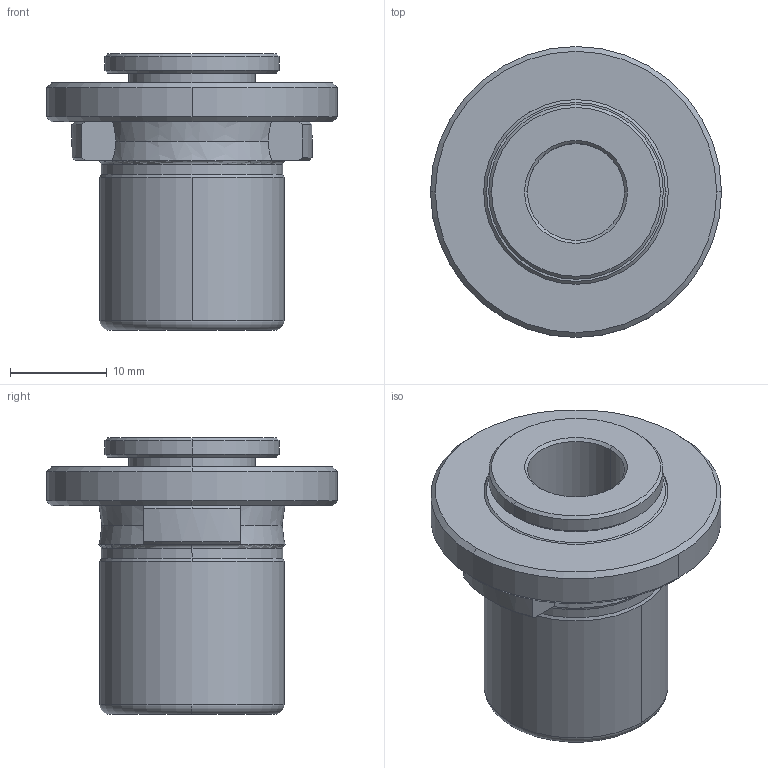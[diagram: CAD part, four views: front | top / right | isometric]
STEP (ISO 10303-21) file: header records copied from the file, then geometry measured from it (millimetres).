
FILE_DESCRIPTION (( 'STEP AP203' ), '1' );
FILE_NAME ('KWE1 DIA 10.00 SQ 8.00.STEP', '2019-04-13T06:09:23', ( '' ), ( '' ), 'SwSTEP 2.0', 'SolidWorks 2014', '' );
FILE_SCHEMA (( 'CONFIG_CONTROL_DESIGN' ));
Length unit declared in the file: millimetre
Products named in the file (1): KWE1 DIA 10.00 SQ 8.00
Bounding box: 30 x 30 x 28.5 mm (x, y, z)
Volume: 8557.1 mm3; surface area: 3917.6 mm2
Topology: 1 solids, 1 shells, 57 faces, 138 edges, 88 vertices
Faces by surface type: cone 20, cylinder 16, plane 13, torus 4, bspline 4
Entity records: 1829 total; most frequent: CARTESIAN_POINT 416, DIRECTION 294, ORIENTED_EDGE 276, EDGE_CURVE 138, AXIS2_PLACEMENT_3D 126, VERTEX_POINT 88, CIRCLE 72, EDGE_LOOP 62
